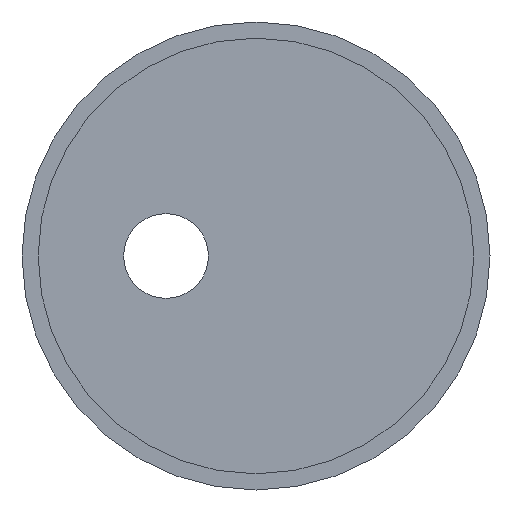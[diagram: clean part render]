
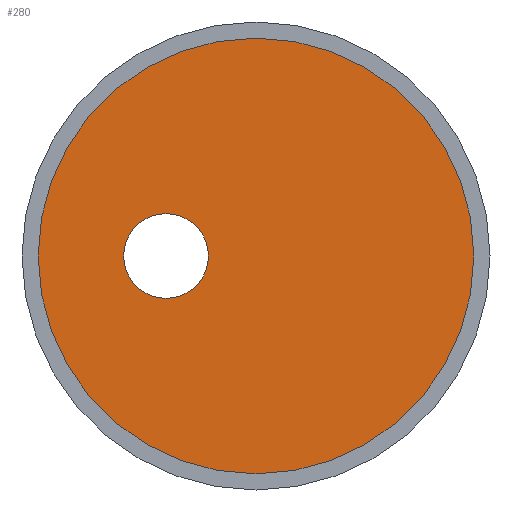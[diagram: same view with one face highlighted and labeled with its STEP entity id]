
A CAD part, left-side view. The second image highlights one B-rep face of the part: STEP entity #280.
In plain terms, the highlighted planar face has unit normal (-1, 0, 0).
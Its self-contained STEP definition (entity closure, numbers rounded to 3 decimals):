
#3 = DIRECTION ( 'NONE',  ( -1., 0., 0. ) ) ;
#25 = CIRCLE ( 'NONE', #331, 27. ) ;
#30 = ORIENTED_EDGE ( 'NONE', *, *, #250, .F. ) ;
#35 = ORIENTED_EDGE ( 'NONE', *, *, #366, .F. ) ;
#38 = AXIS2_PLACEMENT_3D ( 'NONE', #127, #254, #328 ) ;
#64 = CARTESIAN_POINT ( 'NONE',  ( -2., 11.15, 5.25 ) ) ;
#86 = CARTESIAN_POINT ( 'NONE',  ( -2., 0., 27. ) ) ;
#92 = DIRECTION ( 'NONE',  ( -1., 0., 0. ) ) ;
#93 = EDGE_LOOP ( 'NONE', ( #225, #342 ) ) ;
#97 = EDGE_LOOP ( 'NONE', ( #35, #30 ) ) ;
#101 = AXIS2_PLACEMENT_3D ( 'NONE', #220, #3, #315 ) ;
#117 = AXIS2_PLACEMENT_3D ( 'NONE', #162, #284, #341 ) ;
#124 = CARTESIAN_POINT ( 'NONE',  ( -2., 11.15, -5.25 ) ) ;
#127 = CARTESIAN_POINT ( 'NONE',  ( -2., 0., 0. ) ) ;
#162 = CARTESIAN_POINT ( 'NONE',  ( -2., 11.15, 0. ) ) ;
#166 = CARTESIAN_POINT ( 'NONE',  ( -2., 0., 0. ) ) ;
#171 = AXIS2_PLACEMENT_3D ( 'NONE', #256, #92, #375 ) ;
#175 = VERTEX_POINT ( 'NONE', #86 ) ;
#220 = CARTESIAN_POINT ( 'NONE',  ( -2., 11.15, 0. ) ) ;
#225 = ORIENTED_EDGE ( 'NONE', *, *, #322, .F. ) ;
#229 = DIRECTION ( 'NONE',  ( 0., 0., -1. ) ) ;
#248 = CIRCLE ( 'NONE', #117, 5.25 ) ;
#250 = EDGE_CURVE ( 'NONE', #175, #350, #25, .T. ) ;
#251 = CARTESIAN_POINT ( 'NONE',  ( -2., 0., -27. ) ) ;
#254 = DIRECTION ( 'NONE',  ( 1., 0., 0. ) ) ;
#256 = CARTESIAN_POINT ( 'NONE',  ( -2., 27., 0. ) ) ;
#258 = FACE_OUTER_BOUND ( 'NONE', #97, .T. ) ;
#280 = ADVANCED_FACE ( 'NONE', ( #314, #258 ), #310, .T. ) ;
#284 = DIRECTION ( 'NONE',  ( -1., 0., 0. ) ) ;
#294 = CIRCLE ( 'NONE', #101, 5.25 ) ;
#298 = VERTEX_POINT ( 'NONE', #64 ) ;
#308 = EDGE_CURVE ( 'NONE', #298, #348, #294, .T. ) ;
#310 = PLANE ( 'NONE',  #171 ) ;
#314 = FACE_BOUND ( 'NONE', #93, .T. ) ;
#315 = DIRECTION ( 'NONE',  ( 0., 0., 1. ) ) ;
#322 = EDGE_CURVE ( 'NONE', #348, #298, #248, .T. ) ;
#328 = DIRECTION ( 'NONE',  ( 0., 0., -1. ) ) ;
#331 = AXIS2_PLACEMENT_3D ( 'NONE', #166, #374, #229 ) ;
#341 = DIRECTION ( 'NONE',  ( 0., 0., 1. ) ) ;
#342 = ORIENTED_EDGE ( 'NONE', *, *, #308, .F. ) ;
#348 = VERTEX_POINT ( 'NONE', #124 ) ;
#350 = VERTEX_POINT ( 'NONE', #251 ) ;
#366 = EDGE_CURVE ( 'NONE', #350, #175, #400, .T. ) ;
#374 = DIRECTION ( 'NONE',  ( 1., 0., 0. ) ) ;
#375 = DIRECTION ( 'NONE',  ( 0., 0., 1. ) ) ;
#400 = CIRCLE ( 'NONE', #38, 27. ) ;
